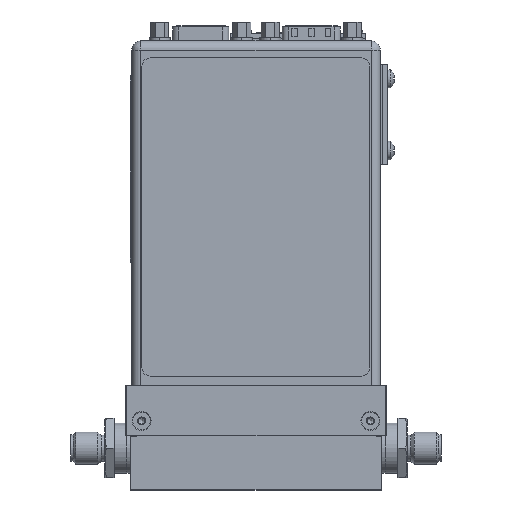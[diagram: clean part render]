
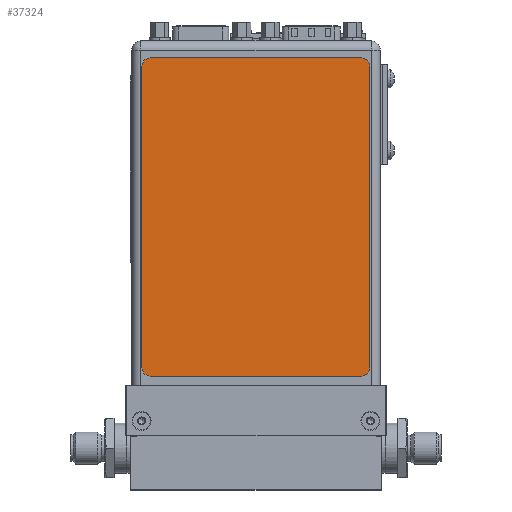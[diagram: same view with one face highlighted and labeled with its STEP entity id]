
A CAD part, top view. The second image highlights one B-rep face of the part: STEP entity #37324.
In plain terms, the highlighted planar face has unit normal (0, 0, 1).
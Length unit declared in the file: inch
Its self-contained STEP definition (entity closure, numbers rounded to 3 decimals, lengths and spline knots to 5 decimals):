
#37081=CARTESIAN_POINT('',(2.63,3.71,0.004));
#37082=DIRECTION('',(0.,0.,1.));
#37083=DIRECTION('',(1.,0.,0.));
#37084=AXIS2_PLACEMENT_3D('',#37081,#37082,#37083);
#37089=DIRECTION('',(0.,1.,0.));
#37090=VECTOR('',#37089,3.61);
#37091=CARTESIAN_POINT('',(2.73,0.1,0.004));
#37092=LINE('',#37091,#37090);
#37096=CARTESIAN_POINT('',(2.63,0.1,0.004));
#37097=DIRECTION('',(0.,0.,1.));
#37098=DIRECTION('',(0.,-1.,0.));
#37099=AXIS2_PLACEMENT_3D('',#37096,#37097,#37098);
#37104=DIRECTION('',(1.,0.,0.));
#37105=VECTOR('',#37104,2.53);
#37106=CARTESIAN_POINT('',(0.1,0.,0.004));
#37107=LINE('',#37106,#37105);
#37111=CARTESIAN_POINT('',(0.1,0.1,0.004));
#37112=DIRECTION('',(0.,0.,1.));
#37113=DIRECTION('',(-1.,0.,0.));
#37114=AXIS2_PLACEMENT_3D('',#37111,#37112,#37113);
#37119=DIRECTION('',(0.,-1.,0.));
#37120=VECTOR('',#37119,3.61);
#37121=CARTESIAN_POINT('',(0.,3.71,0.004));
#37122=LINE('',#37121,#37120);
#37126=CARTESIAN_POINT('',(0.1,3.71,0.004));
#37127=DIRECTION('',(0.,0.,1.));
#37128=DIRECTION('',(0.,1.,0.));
#37129=AXIS2_PLACEMENT_3D('',#37126,#37127,#37128);
#37134=DIRECTION('',(-1.,0.,0.));
#37135=VECTOR('',#37134,2.53);
#37136=CARTESIAN_POINT('',(2.63,3.81,0.004));
#37137=LINE('',#37136,#37135);
#37145=CARTESIAN_POINT('',(2.73,3.71,0.004));
#37146=VERTEX_POINT('',#37145);
#37147=CARTESIAN_POINT('',(2.63,3.81,0.004));
#37148=VERTEX_POINT('',#37147);
#37153=CARTESIAN_POINT('',(0.1,3.81,0.004));
#37154=VERTEX_POINT('',#37153);
#37155=CARTESIAN_POINT('',(0.,3.71,0.004));
#37156=VERTEX_POINT('',#37155);
#37161=CARTESIAN_POINT('',(0.,0.1,0.004));
#37162=VERTEX_POINT('',#37161);
#37163=CARTESIAN_POINT('',(0.1,0.,0.004));
#37164=VERTEX_POINT('',#37163);
#37167=CARTESIAN_POINT('',(2.73,0.1,0.004));
#37168=VERTEX_POINT('',#37167);
#37171=CARTESIAN_POINT('',(2.63,0.,0.004));
#37172=VERTEX_POINT('',#37171);
#37309=CARTESIAN_POINT('',(0.,0.,0.004));
#37310=DIRECTION('',(0.,0.,1.));
#37311=DIRECTION('',(1.,0.,0.));
#37312=AXIS2_PLACEMENT_3D('',#37309,#37310,#37311);
#37313=PLANE('',#37312);
#37314=ORIENTED_EDGE('',*,*,#37205,.F.);
#37315=ORIENTED_EDGE('',*,*,#37221,.F.);
#37316=ORIENTED_EDGE('',*,*,#37234,.F.);
#37317=ORIENTED_EDGE('',*,*,#37247,.F.);
#37318=ORIENTED_EDGE('',*,*,#37262,.F.);
#37319=ORIENTED_EDGE('',*,*,#37275,.F.);
#37320=ORIENTED_EDGE('',*,*,#37290,.F.);
#37321=ORIENTED_EDGE('',*,*,#37302,.F.);
#37322=EDGE_LOOP('',(#37314,#37315,#37316,#37317,#37318,#37319,#37320,#37321));
#37323=FACE_OUTER_BOUND('',#37322,.F.);
#37324=ADVANCED_FACE('',(#37323),#37313,.T.);
#37085=CIRCLE('',#37084,0.1);
#37100=CIRCLE('',#37099,0.1);
#37115=CIRCLE('',#37114,0.1);
#37130=CIRCLE('',#37129,0.1);
#37205=EDGE_CURVE('',#37146,#37148,#37085,.T.);
#37221=EDGE_CURVE('',#37168,#37146,#37092,.T.);
#37234=EDGE_CURVE('',#37172,#37168,#37100,.T.);
#37247=EDGE_CURVE('',#37164,#37172,#37107,.T.);
#37262=EDGE_CURVE('',#37162,#37164,#37115,.T.);
#37275=EDGE_CURVE('',#37156,#37162,#37122,.T.);
#37290=EDGE_CURVE('',#37154,#37156,#37130,.T.);
#37302=EDGE_CURVE('',#37148,#37154,#37137,.T.);
